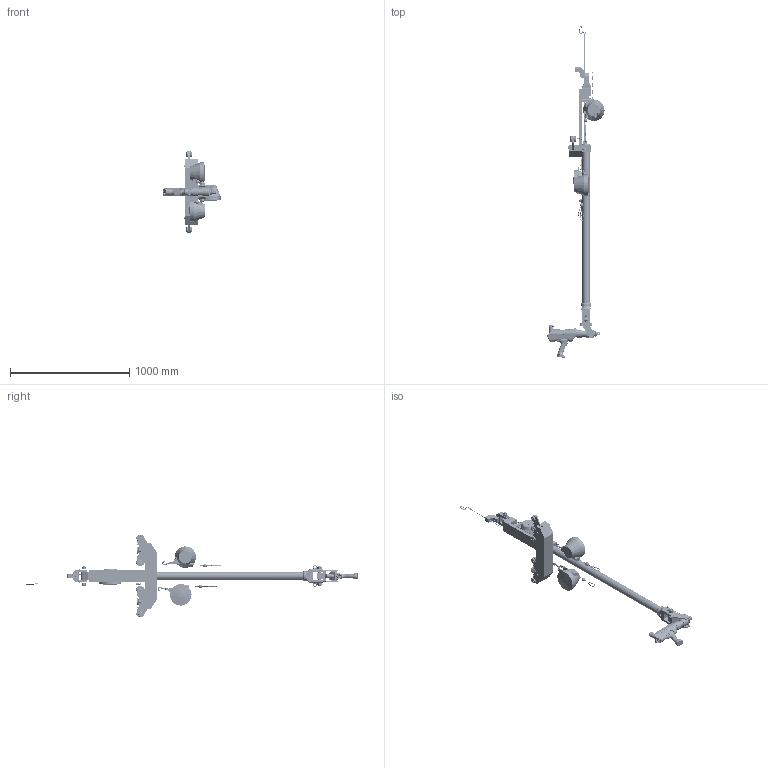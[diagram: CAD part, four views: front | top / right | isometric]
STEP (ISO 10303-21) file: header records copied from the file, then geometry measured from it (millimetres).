
FILE_DESCRIPTION((''),'2;1');
FILE_NAME('1396_001_00_REWORK_V2_ASM','2022-08-17T16:54:47',('tcsdlemire'),(''),'CREO PARAMETRIC BY PTC INC, 2021072','CREO PARAMETRIC BY PTC INC, 2021072','');
FILE_SCHEMA(('AP242_MANAGED_MODEL_BASED_3D_ENGINEERING_MIM_LF { 1 0 10303 442 1 1 4 }'));
Products named in the file (44): 1396_001_00_RETRACTED_ASM_7; ADAPTER_TROLLEY_1396-001-00_1; US0299A001_1; DSM0141001-1_1_1; DSM0141001-2_1_1; 6158120575_APC_1_1; DSM0141001_ASM_1_ASM_1_ASM; DSM0141000_ASM_1_ASM_1_ASM; DSM0141000_A_PRODUCTION_ASM_1_ASM; 0550-11C_GBL1_1; 92981A410_ALLOY_STEEL_SHOULDER_; 92981A410_1; 96144A257_METRIC_CLASS_12_9_SOC; 96144A257-1_1; 96144A257-3_1; 96144A257-2_1; 5DF-21DF_1_1; 5DF-21DF_1_2; 5DF-21DF_1_ASM; 92981A210_ALLOY_STEEL_SHOULDER_; 92981A210-2_1; 94645A205_HIGH-STRENGTH_STEEL_1; 94645A205_HIGH-STRENGTH_STEEL_2; 94645A205_HIGH-STRENGTH_STEEL_N_ASM; 94645A205-2_1_1; 94645A205-2_1_2; 94645A205-2_1_ASM; 5DF-21DF_SPACER_6; 3130T110_316_STAINLESS_STEEL_EY; 3130T11-2_1; TORQUE_TUBE_ASM_7_ASM; CORPS_5_1; CORPS_5_2; CORPS_5_ASM; CONNECTOR_1; 6153983060_GEARBOX_1; POIGNEE2_2_1; POIGNEE2_2_2; POIGNEE2_2_3; POIGNEE2_2_4 ...
Assembly tree (47 placements, depth 6):
  1396_001_00_REWORK_V2_ASM
    TORQUE_TUBE_ASM_7_ASM
      1396_001_00_RETRACTED_ASM_7
      ADAPTER_TROLLEY_1396-001-00_1
      US0299A001_1
      DSM0141000_A_PRODUCTION_ASM_1_ASM
        DSM0141000_ASM_1_ASM_1_ASM
          DSM0141001_ASM_1_ASM_1_ASM
            DSM0141001-1_1_1
            DSM0141001-2_1_1  x2
            6158120575_APC_1_1
      0550-11C_GBL1_1  x2
      92981A410_ALLOY_STEEL_SHOULDER_
      92981A410_1
      96144A257_METRIC_CLASS_12_9_SOC
      96144A257-1_1
      96144A257-3_1
      96144A257-2_1
      5DF-21DF_1_ASM  x2
        5DF-21DF_1_1
        5DF-21DF_1_2
      92981A210_ALLOY_STEEL_SHOULDER_
      92981A210-2_1
      94645A205_HIGH-STRENGTH_STEEL_N_ASM
        94645A205_HIGH-STRENGTH_STEEL_1
        94645A205_HIGH-STRENGTH_STEEL_2
      94645A205-2_1_ASM
        94645A205-2_1_1
        94645A205-2_1_2
      5DF-21DF_SPACER_6  x2
      3130T110_316_STAINLESS_STEEL_EY
      3130T11-2_1
    6151658860_ERP1000_VERTICAL_CON_ASM
      6151658860_ERP1000_VERTICAL_C_1_ASM
        CORPS_5_ASM
          CORPS_5_1
          CORPS_5_2
        CONNECTOR_1
        6153983060_GEARBOX_1
        POIGNEE2_2_ASM
          POIGNEE2_2_1
          POIGNEE2_2_2
          POIGNEE2_2_3
          POIGNEE2_2_4
Bounding box: 478.92 x 2784.65 x 684 mm (x, y, z)
Volume: 12603721.9 mm3; surface area: 1968890.9 mm2
Topology: 32 solids, 202 shells, 6338 faces, 18214 edges, 12252 vertices
Faces by surface type: plane 1977, cylinder 1871, extrusion 933, torus 597, cone 487, bspline 444, sphere 27, revolution 2
Entity records: 458747 total; most frequent: CARTESIAN_POINT 293877, ORIENTED_EDGE 31673, DIRECTION 25012, EDGE_CURVE 16844, VERTEX_POINT 11383, AXIS2_PLACEMENT_3D 8540, VECTOR 7930, LINE 6997
